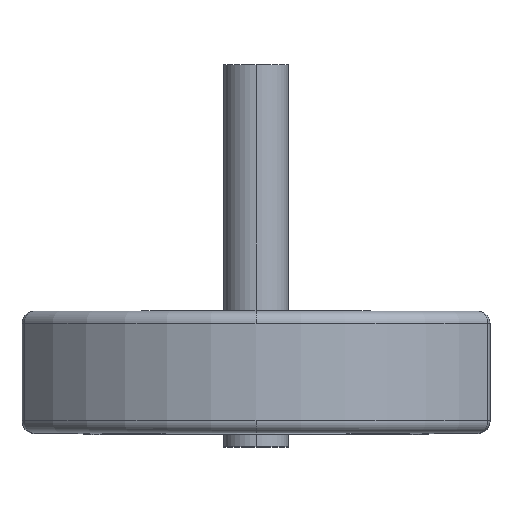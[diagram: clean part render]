
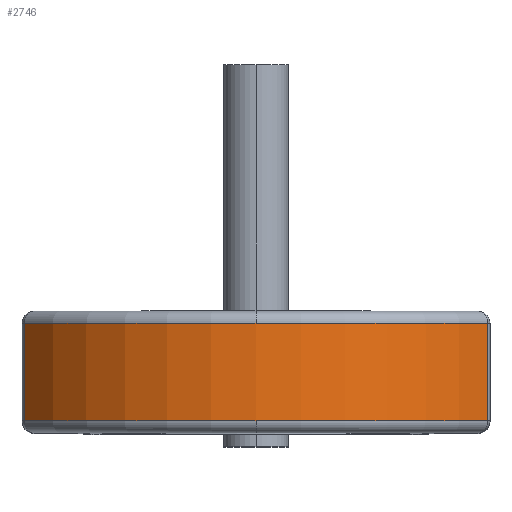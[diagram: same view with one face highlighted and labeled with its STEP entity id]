
A CAD part, top view. The second image highlights one B-rep face of the part: STEP entity #2746.
In plain terms, the highlighted cylindrical face has radius 2.275 mm (diameter 4.55 mm), a partial arc.
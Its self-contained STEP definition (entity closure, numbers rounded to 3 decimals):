
#57 = DIRECTION ( 'NONE',  ( 0., 0., 1. ) ) ;
#85 = CARTESIAN_POINT ( 'NONE',  ( -1.883, 0.9, 1.277 ) ) ;
#124 = EDGE_CURVE ( 'NONE', #4000, #210, #4144, .T. ) ;
#164 = DIRECTION ( 'NONE',  ( 0., 1., 0. ) ) ;
#184 = DIRECTION ( 'NONE',  ( 0., 1., 0. ) ) ;
#203 = VECTOR ( 'NONE', #827, 1000. ) ;
#210 = VERTEX_POINT ( 'NONE', #1147 ) ;
#216 = CARTESIAN_POINT ( 'NONE',  ( 0., 0.11, 0. ) ) ;
#233 = CARTESIAN_POINT ( 'NONE',  ( 0., 1., 0. ) ) ;
#359 = CARTESIAN_POINT ( 'NONE',  ( 0., 0.9, 0. ) ) ;
#378 = DIRECTION ( 'NONE',  ( 0., 0., 1. ) ) ;
#430 = AXIS2_PLACEMENT_3D ( 'NONE', #1780, #2403, #57 ) ;
#496 = ORIENTED_EDGE ( 'NONE', *, *, #1144, .T. ) ;
#658 = DIRECTION ( 'NONE',  ( 0., -1., 0. ) ) ;
#746 = ORIENTED_EDGE ( 'NONE', *, *, #1958, .T. ) ;
#796 = CARTESIAN_POINT ( 'NONE',  ( 1.883, 1., 1.277 ) ) ;
#819 = ORIENTED_EDGE ( 'NONE', *, *, #3149, .T. ) ;
#827 = DIRECTION ( 'NONE',  ( 0., -1., 0. ) ) ;
#858 = CARTESIAN_POINT ( 'NONE',  ( 0., 0.11, 0. ) ) ;
#1043 = ORIENTED_EDGE ( 'NONE', *, *, #1926, .T. ) ;
#1144 = EDGE_CURVE ( 'NONE', #1847, #4094, #2722, .T. ) ;
#1147 = CARTESIAN_POINT ( 'NONE',  ( 1.883, 0.11, 1.277 ) ) ;
#1164 = EDGE_CURVE ( 'NONE', #3488, #4000, #3135, .T. ) ;
#1202 = DIRECTION ( 'NONE',  ( 0., -1., 0. ) ) ;
#1266 = LINE ( 'NONE', #796, #1864 ) ;
#1274 = CIRCLE ( 'NONE', #3499, 2.275 ) ;
#1319 = LINE ( 'NONE', #1857, #203 ) ;
#1505 = DIRECTION ( 'NONE',  ( 0., 0., -1. ) ) ;
#1535 = ORIENTED_EDGE ( 'NONE', *, *, #1164, .T. ) ;
#1641 = ORIENTED_EDGE ( 'NONE', *, *, #124, .T. ) ;
#1659 = CARTESIAN_POINT ( 'NONE',  ( 0., 0.11, 2.275 ) ) ;
#1780 = CARTESIAN_POINT ( 'NONE',  ( 0., 0.9, 0. ) ) ;
#1847 = VERTEX_POINT ( 'NONE', #4116 ) ;
#1850 = EDGE_LOOP ( 'NONE', ( #746, #819, #496, #1043, #1535, #1641 ) ) ;
#1857 = CARTESIAN_POINT ( 'NONE',  ( -1.883, 1., 1.277 ) ) ;
#1864 = VECTOR ( 'NONE', #184, 1000. ) ;
#1926 = EDGE_CURVE ( 'NONE', #4094, #3488, #1319, .T. ) ;
#1958 = EDGE_CURVE ( 'NONE', #210, #3546, #1266, .T. ) ;
#2403 = DIRECTION ( 'NONE',  ( 0., -1., 0. ) ) ;
#2546 = FACE_OUTER_BOUND ( 'NONE', #1850, .T. ) ;
#2592 = CYLINDRICAL_SURFACE ( 'NONE', #3253, 2.275 ) ;
#2722 = CIRCLE ( 'NONE', #430, 2.275 ) ;
#2746 = ADVANCED_FACE ( 'NONE', ( #2546 ), #2592, .T. ) ;
#2841 = DIRECTION ( 'NONE',  ( 0., 0., 1. ) ) ;
#2850 = DIRECTION ( 'NONE',  ( 0., 1., 0. ) ) ;
#2944 = AXIS2_PLACEMENT_3D ( 'NONE', #216, #2850, #2841 ) ;
#3135 = CIRCLE ( 'NONE', #3292, 2.275 ) ;
#3149 = EDGE_CURVE ( 'NONE', #3546, #1847, #1274, .T. ) ;
#3253 = AXIS2_PLACEMENT_3D ( 'NONE', #233, #1202, #1505 ) ;
#3292 = AXIS2_PLACEMENT_3D ( 'NONE', #858, #164, #3461 ) ;
#3445 = CARTESIAN_POINT ( 'NONE',  ( 1.883, 0.9, 1.277 ) ) ;
#3461 = DIRECTION ( 'NONE',  ( 0., 0., 1. ) ) ;
#3488 = VERTEX_POINT ( 'NONE', #3841 ) ;
#3499 = AXIS2_PLACEMENT_3D ( 'NONE', #359, #658, #378 ) ;
#3546 = VERTEX_POINT ( 'NONE', #3445 ) ;
#3841 = CARTESIAN_POINT ( 'NONE',  ( -1.883, 0.11, 1.277 ) ) ;
#4000 = VERTEX_POINT ( 'NONE', #1659 ) ;
#4094 = VERTEX_POINT ( 'NONE', #85 ) ;
#4116 = CARTESIAN_POINT ( 'NONE',  ( 0., 0.9, 2.275 ) ) ;
#4144 = CIRCLE ( 'NONE', #2944, 2.275 ) ;
